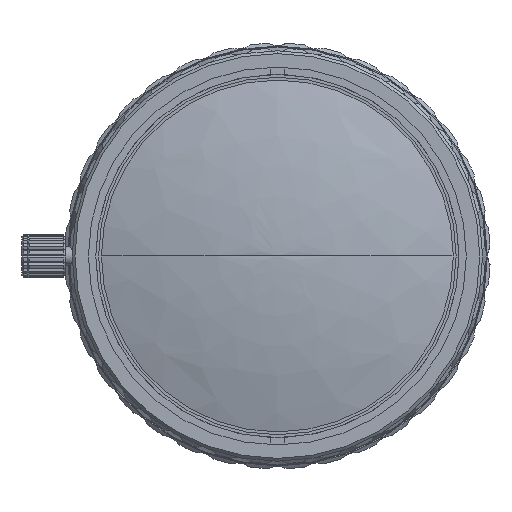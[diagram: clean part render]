
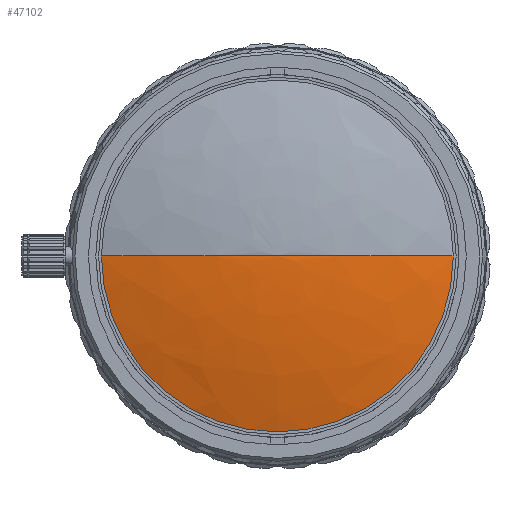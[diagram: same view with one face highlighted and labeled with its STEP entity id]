
A CAD part, left-side view. The second image highlights one B-rep face of the part: STEP entity #47102.
In plain terms, the highlighted free-form (B-spline) face has degree [3, 3] with [4, 4] control points.
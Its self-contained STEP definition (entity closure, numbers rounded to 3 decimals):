
#782 = CARTESIAN_POINT ( 'NONE',  ( 3.478, 6.396, 0. ) ) ;
#2288 = ORIENTED_EDGE ( 'NONE', *, *, #37466, .T. ) ;
#2944 = CIRCLE ( 'NONE', #6588, 69.798 ) ;
#4554 = CARTESIAN_POINT ( 'NONE',  ( 3.478, 0., 0. ) ) ;
#4821 = ORIENTED_EDGE ( 'NONE', *, *, #49683, .T. ) ;
#4826 = CARTESIAN_POINT ( 'NONE',  ( 6.083, -18.89, -37.781 ) ) ;
#5110 = FACE_OUTER_BOUND ( 'NONE', #10525, .T. ) ;
#6386 =( BOUNDED_SURFACE ( )  B_SPLINE_SURFACE ( 3, 3, ( 
 ( #4554, #39977, #30309, #53158 ),
 ( #22003, #22569, #9127, #782 ),
 ( #56633, #47744, #35408, #52608 ),
 ( #18263, #4826, #26548, #43156 ) ),
 .UNSPECIFIED., .F., .F., .T. ) 
 B_SPLINE_SURFACE_WITH_KNOTS ( ( 4, 4 ),
 ( 4, 4 ),
 ( 0., 1. ),
 ( 0., 1. ),
 .UNSPECIFIED. ) 
 GEOMETRIC_REPRESENTATION_ITEM ( )  RATIONAL_B_SPLINE_SURFACE ( (
 ( 1., 0.333, 0.333, 1.),
 ( 0.994, 0.331, 0.331, 0.994),
 ( 0.994, 0.331, 0.331, 0.994),
 ( 1., 0.333, 0.333, 1.) ) ) 
 REPRESENTATION_ITEM ( '' )  SURFACE ( )  );
#6588 = AXIS2_PLACEMENT_3D ( 'NONE', #33771, #20051, #33198 ) ;
#7340 = EDGE_CURVE ( 'NONE', #43338, #8526, #15506, .T. ) ;
#8526 = VERTEX_POINT ( 'NONE', #31149 ) ;
#9127 = CARTESIAN_POINT ( 'NONE',  ( 3.478, 6.396, -12.793 ) ) ;
#10525 = EDGE_LOOP ( 'NONE', ( #20636, #2288, #4821, #42607 ) ) ;
#11153 = VERTEX_POINT ( 'NONE', #51826 ) ;
#11256 = DIRECTION ( 'NONE',  ( 0., 0., 1. ) ) ;
#11615 = AXIS2_PLACEMENT_3D ( 'NONE', #26100, #21815, #55881 ) ;
#11937 = CARTESIAN_POINT ( 'NONE',  ( 6.083, 0., 0. ) ) ;
#15506 = CIRCLE ( 'NONE', #50212, 18.89 ) ;
#18263 = CARTESIAN_POINT ( 'NONE',  ( 6.083, -18.89, 0. ) ) ;
#19947 = DIRECTION ( 'NONE',  ( 0., 0., -1. ) ) ;
#20051 = DIRECTION ( 'NONE',  ( 0., 0., -1. ) ) ;
#20611 = CARTESIAN_POINT ( 'NONE',  ( 6.083, 0., -18.89 ) ) ;
#20636 = ORIENTED_EDGE ( 'NONE', *, *, #49470, .F. ) ;
#21815 = DIRECTION ( 'NONE',  ( -1., 0., 0. ) ) ;
#22003 = CARTESIAN_POINT ( 'NONE',  ( 3.478, -6.396, 0. ) ) ;
#22569 = CARTESIAN_POINT ( 'NONE',  ( 3.478, -6.396, -12.793 ) ) ;
#25761 = CARTESIAN_POINT ( 'NONE',  ( 6.083, 18.89, 0. ) ) ;
#25822 = VERTEX_POINT ( 'NONE', #25761 ) ;
#26100 = CARTESIAN_POINT ( 'NONE',  ( 6.083, 0., 0. ) ) ;
#26548 = CARTESIAN_POINT ( 'NONE',  ( 6.083, 18.89, -37.781 ) ) ;
#30309 = CARTESIAN_POINT ( 'NONE',  ( 3.478, 0., 0. ) ) ;
#31149 = CARTESIAN_POINT ( 'NONE',  ( 6.083, -18.89, 0. ) ) ;
#31670 = CIRCLE ( 'NONE', #11615, 18.89 ) ;
#33198 = DIRECTION ( 'NONE',  ( -1., 0., 0. ) ) ;
#33657 = DIRECTION ( 'NONE',  ( -1., 0., 0. ) ) ;
#33771 = CARTESIAN_POINT ( 'NONE',  ( 73.276, 0., 0. ) ) ;
#33830 = CARTESIAN_POINT ( 'NONE',  ( 73.276, 0., 0. ) ) ;
#35408 = CARTESIAN_POINT ( 'NONE',  ( 4.352, 12.733, -25.466 ) ) ;
#37143 = AXIS2_PLACEMENT_3D ( 'NONE', #33830, #11256, #37841 ) ;
#37466 = EDGE_CURVE ( 'NONE', #11153, #25822, #2944, .T. ) ;
#37841 = DIRECTION ( 'NONE',  ( -1., 0., 0. ) ) ;
#39977 = CARTESIAN_POINT ( 'NONE',  ( 3.478, 0., 0. ) ) ;
#42607 = ORIENTED_EDGE ( 'NONE', *, *, #7340, .T. ) ;
#43156 = CARTESIAN_POINT ( 'NONE',  ( 6.083, 18.89, 0. ) ) ;
#43338 = VERTEX_POINT ( 'NONE', #20611 ) ;
#46292 = CIRCLE ( 'NONE', #37143, 69.798 ) ;
#47102 = ADVANCED_FACE ( 'NONE', ( #5110 ), #6386, .F. ) ;
#47744 = CARTESIAN_POINT ( 'NONE',  ( 4.352, -12.733, -25.466 ) ) ;
#49470 = EDGE_CURVE ( 'NONE', #11153, #8526, #46292, .T. ) ;
#49683 = EDGE_CURVE ( 'NONE', #25822, #43338, #31670, .T. ) ;
#50212 = AXIS2_PLACEMENT_3D ( 'NONE', #11937, #33657, #19947 ) ;
#51826 = CARTESIAN_POINT ( 'NONE',  ( 3.478, 0., 0. ) ) ;
#52608 = CARTESIAN_POINT ( 'NONE',  ( 4.352, 12.733, 0. ) ) ;
#53158 = CARTESIAN_POINT ( 'NONE',  ( 3.478, 0., 0. ) ) ;
#55881 = DIRECTION ( 'NONE',  ( 0., 0., -1. ) ) ;
#56633 = CARTESIAN_POINT ( 'NONE',  ( 4.352, -12.733, 0. ) ) ;
